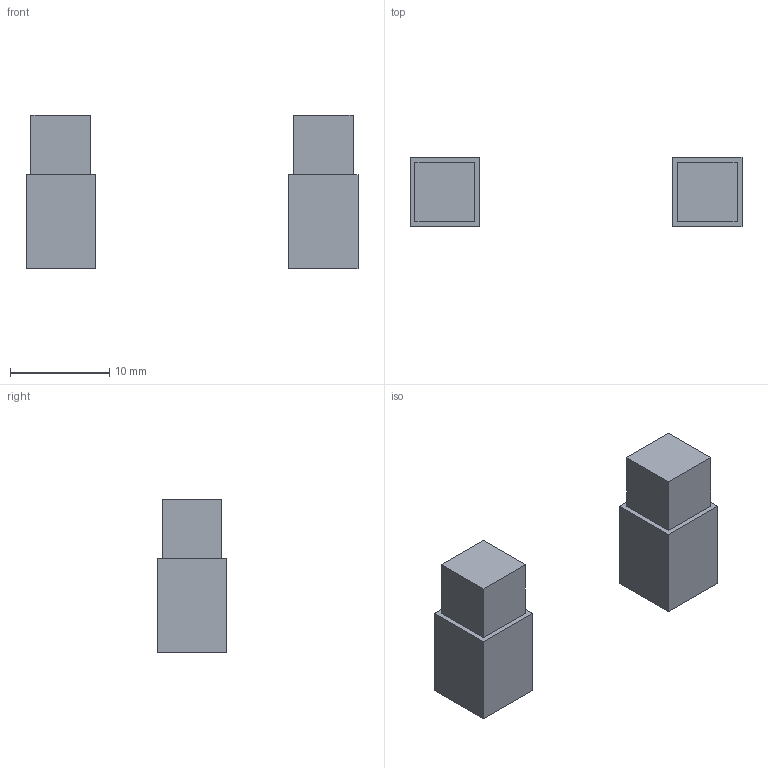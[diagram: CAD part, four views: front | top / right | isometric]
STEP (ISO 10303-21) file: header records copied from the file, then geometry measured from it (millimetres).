
FILE_DESCRIPTION(/* description */ (''),/* implementation_level */ '2;1');
FILE_NAME(/* name */ 'Taster.stp',/* time_stamp */ '2025-05-07T10:28:25+02:00',/* author */ ('tobia'),/* organization */ (''),/* preprocessor_version */ 'ST-DEVELOPER v19.2',/* originating_system */ 'Autodesk Inventor 2024',/* authorisation */ '');
FILE_SCHEMA (('AUTOMOTIVE_DESIGN { 1 0 10303 214 3 1 1 }'));
Length unit declared in the file: millimetre
Products named in the file (1): Taster
Bounding box: 33.42 x 7 x 15.5 mm (x, y, z)
Volume: 1363 mm3; surface area: 1016 mm2
Topology: 2 solids, 2 shells, 22 faces, 72 edges, 82 vertices
Faces by surface type: plane 22
Entity records: 718 total; most frequent: CARTESIAN_POINT 153, ORIENTED_EDGE 96, DIRECTION 94, LINE 48, VECTOR 48, EDGE_CURVE 48, VERTEX_POINT 32, POLYLINE 24
